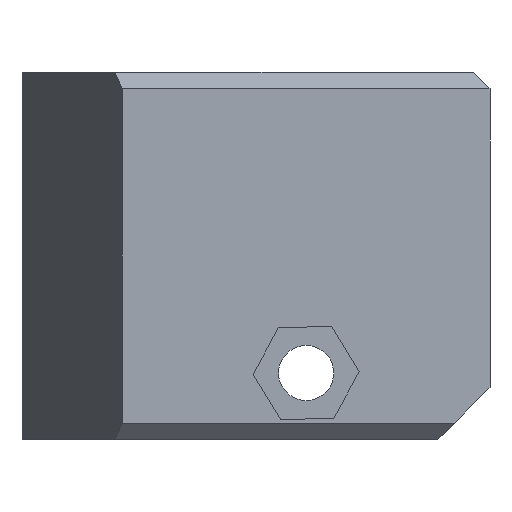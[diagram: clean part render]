
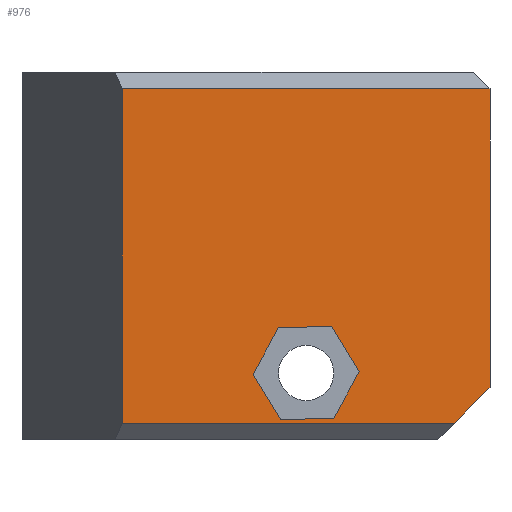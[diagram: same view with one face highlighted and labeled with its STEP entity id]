
A CAD part, front view. The second image highlights one B-rep face of the part: STEP entity #976.
In plain terms, the highlighted planar face has unit normal (0, -1, 0).
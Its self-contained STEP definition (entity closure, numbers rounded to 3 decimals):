
#28=FACE_BOUND('',#133,.T.);
#72=FACE_OUTER_BOUND('',#132,.T.);
#132=EDGE_LOOP('',(#708,#709,#710,#711,#712));
#133=EDGE_LOOP('',(#713,#714,#715,#716,#717,#718));
#193=LINE('',#1384,#309);
#197=LINE('',#1391,#313);
#228=LINE('',#1458,#344);
#230=LINE('',#1462,#346);
#231=LINE('',#1463,#347);
#232=LINE('',#1466,#348);
#233=LINE('',#1468,#349);
#234=LINE('',#1470,#350);
#235=LINE('',#1472,#351);
#236=LINE('',#1474,#352);
#237=LINE('',#1475,#353);
#309=VECTOR('',#1108,10.);
#313=VECTOR('',#1114,10.);
#344=VECTOR('',#1169,10.);
#346=VECTOR('',#1173,10.);
#347=VECTOR('',#1174,10.);
#348=VECTOR('',#1175,10.);
#349=VECTOR('',#1176,10.);
#350=VECTOR('',#1177,10.);
#351=VECTOR('',#1178,10.);
#352=VECTOR('',#1179,10.);
#353=VECTOR('',#1180,10.);
#425=VERTEX_POINT('',#1381);
#426=VERTEX_POINT('',#1383);
#428=VERTEX_POINT('',#1389);
#452=VERTEX_POINT('',#1457);
#453=VERTEX_POINT('',#1461);
#454=VERTEX_POINT('',#1464);
#455=VERTEX_POINT('',#1465);
#456=VERTEX_POINT('',#1467);
#457=VERTEX_POINT('',#1469);
#458=VERTEX_POINT('',#1471);
#459=VERTEX_POINT('',#1473);
#513=EDGE_CURVE('',#426,#425,#193,.T.);
#517=EDGE_CURVE('',#425,#428,#197,.T.);
#550=EDGE_CURVE('',#426,#452,#228,.T.);
#552=EDGE_CURVE('',#453,#428,#230,.T.);
#553=EDGE_CURVE('',#452,#453,#231,.F.);
#554=EDGE_CURVE('',#454,#455,#232,.T.);
#555=EDGE_CURVE('',#455,#456,#233,.T.);
#556=EDGE_CURVE('',#456,#457,#234,.T.);
#557=EDGE_CURVE('',#457,#458,#235,.T.);
#558=EDGE_CURVE('',#458,#459,#236,.T.);
#559=EDGE_CURVE('',#459,#454,#237,.T.);
#708=ORIENTED_EDGE('',*,*,#513,.T.);
#709=ORIENTED_EDGE('',*,*,#517,.T.);
#710=ORIENTED_EDGE('',*,*,#552,.F.);
#711=ORIENTED_EDGE('',*,*,#553,.F.);
#712=ORIENTED_EDGE('',*,*,#550,.F.);
#713=ORIENTED_EDGE('',*,*,#554,.T.);
#714=ORIENTED_EDGE('',*,*,#555,.T.);
#715=ORIENTED_EDGE('',*,*,#556,.T.);
#716=ORIENTED_EDGE('',*,*,#557,.T.);
#717=ORIENTED_EDGE('',*,*,#558,.T.);
#718=ORIENTED_EDGE('',*,*,#559,.T.);
#929=PLANE('',#1037);
#976=ADVANCED_FACE('',(#72,#28),#929,.T.);
#1037=AXIS2_PLACEMENT_3D('',#1460,#1171,#1172);
#1108=DIRECTION('',(0.707,0.,0.707));
#1114=DIRECTION('',(0.,0.,1.));
#1169=DIRECTION('',(-1.,0.,0.));
#1171=DIRECTION('center_axis',(0.,-1.,0.));
#1172=DIRECTION('ref_axis',(1.,0.,0.));
#1173=DIRECTION('',(1.,0.,0.));
#1174=DIRECTION('',(0.,0.,-1.));
#1175=DIRECTION('',(-0.479,0.,-0.878));
#1176=DIRECTION('',(-1.,0.,-0.024));
#1177=DIRECTION('',(-0.521,0.,0.854));
#1178=DIRECTION('',(0.479,0.,0.878));
#1179=DIRECTION('',(1.,0.,0.024));
#1180=DIRECTION('',(0.521,0.,-0.854));
#1381=CARTESIAN_POINT('',(11.,-7.9,3.121));
#1383=CARTESIAN_POINT('',(8.879,-7.9,1.));
#1384=CARTESIAN_POINT('',(3.416,-7.9,-4.463));
#1389=CARTESIAN_POINT('',(11.,-7.9,21.));
#1391=CARTESIAN_POINT('',(11.,-7.9,0.));
#1457=CARTESIAN_POINT('',(-11.,-7.9,1.));
#1458=CARTESIAN_POINT('',(-5.5,-7.9,1.));
#1460=CARTESIAN_POINT('Origin',(-11.,-7.9,0.));
#1461=CARTESIAN_POINT('',(-11.,-7.9,21.));
#1462=CARTESIAN_POINT('',(-5.5,-7.9,21.));
#1463=CARTESIAN_POINT('',(-11.,-7.9,0.));
#1464=CARTESIAN_POINT('',(3.175,-7.9,4.076));
#1465=CARTESIAN_POINT('',(1.653,-7.9,1.289));
#1466=CARTESIAN_POINT('',(0.69,-7.9,-0.475));
#1467=CARTESIAN_POINT('',(-1.522,-7.9,1.213));
#1468=CARTESIAN_POINT('',(-4.685,-7.9,1.137));
#1469=CARTESIAN_POINT('',(-3.175,-7.9,3.924));
#1470=CARTESIAN_POINT('',(-2.536,-7.9,2.877));
#1471=CARTESIAN_POINT('',(-1.653,-7.9,6.711));
#1472=CARTESIAN_POINT('',(-4.898,-7.9,0.767));
#1473=CARTESIAN_POINT('',(1.522,-7.9,6.787));
#1474=CARTESIAN_POINT('',(-6.404,-7.9,6.598));
#1475=CARTESIAN_POINT('',(1.333,-7.9,7.096));
